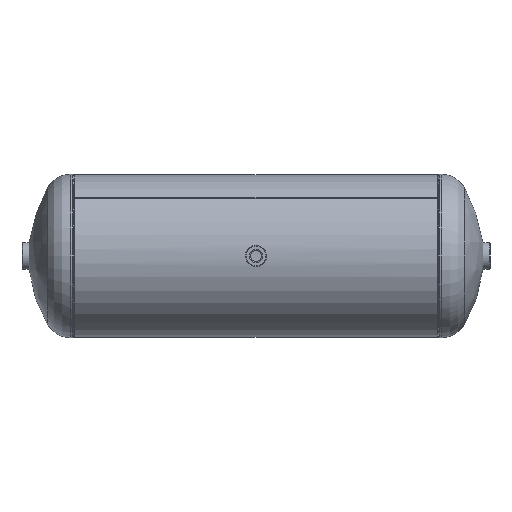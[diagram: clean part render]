
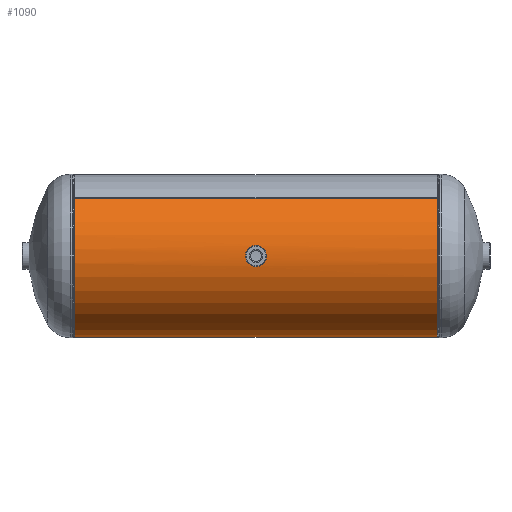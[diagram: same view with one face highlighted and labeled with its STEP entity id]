
A CAD part, front view. The second image highlights one B-rep face of the part: STEP entity #1090.
In plain terms, the highlighted cylindrical face has radius 138 mm (diameter 276 mm), a partial arc.
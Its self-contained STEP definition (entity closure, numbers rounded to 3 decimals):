
#40=B_SPLINE_CURVE_WITH_KNOTS('',3,(#4131,#4132,#4133,#4134,#4135,#4136,
#4137,#4138,#4139,#4140,#4141,#4142,#4143,#4144,#4145,#4146,#4147,#4148,
#4149,#4150,#4151,#4152,#4153,#4154,#4155,#4156,#4157),.UNSPECIFIED.,.F.,
 .F.,(4,1,1,1,1,1,1,1,1,1,1,1,1,1,1,1,1,1,1,1,1,1,1,1,4),(0.,0.048,
0.083,0.124,0.166,0.207,
0.249,0.291,0.332,0.374,
0.416,0.458,0.5,0.542,
0.584,0.625,0.667,0.709,
0.751,0.792,0.834,0.875,
0.917,0.951,1.),.UNSPECIFIED.);
#54=B_SPLINE_CURVE_WITH_KNOTS('',3,(#4416,#4417,#4418,#4419,#4420,#4421,
#4422,#4423,#4424,#4425,#4426,#4427,#4428,#4429,#4430,#4431,#4432,#4433,
#4434,#4435,#4436,#4437,#4438,#4439,#4440,#4441,#4442),.UNSPECIFIED.,.F.,
 .F.,(4,1,1,1,1,1,1,1,1,1,1,1,1,1,1,1,1,1,1,1,1,1,1,1,4),(0.,0.048,
0.083,0.124,0.166,0.207,
0.249,0.291,0.333,0.374,
0.416,0.458,0.5,0.542,
0.584,0.626,0.667,0.709,0.751,
0.793,0.834,0.876,0.917,
0.952,1.),.UNSPECIFIED.);
#138=FACE_BOUND('',#467,.F.);
#330=FACE_OUTER_BOUND('',#468,.F.);
#467=EDGE_LOOP('',(#949,#950));
#468=EDGE_LOOP('',(#951,#952,#953,#954));
#949=ORIENTED_EDGE('',*,*,#1691,.T.);
#950=ORIENTED_EDGE('',*,*,#1717,.T.);
#951=ORIENTED_EDGE('',*,*,#1713,.T.);
#952=ORIENTED_EDGE('',*,*,#1714,.F.);
#953=ORIENTED_EDGE('',*,*,#1716,.T.);
#954=ORIENTED_EDGE('',*,*,#1725,.T.);
#1090=ADVANCED_FACE('',(#138,#330),#1129,.T.);
#1129=CYLINDRICAL_SURFACE('',#2272,138.);
#1255=LINE('',#4413,#1329);
#1261=LINE('',#4502,#1335);
#1329=VECTOR('',#2877,612.);
#1335=VECTOR('',#2887,612.);
#1473=CIRCLE('',#2263,138.);
#1475=CIRCLE('',#2265,138.);
#1691=EDGE_CURVE('',#1869,#1870,#40,.T.);
#1713=EDGE_CURVE('',#1851,#1850,#1473,.T.);
#1714=EDGE_CURVE('',#1849,#1850,#1255,.T.);
#1716=EDGE_CURVE('',#1849,#1848,#1475,.T.);
#1717=EDGE_CURVE('',#1870,#1869,#54,.T.);
#1725=EDGE_CURVE('',#1848,#1851,#1261,.T.);
#1848=VERTEX_POINT('',#4101);
#1849=VERTEX_POINT('',#4102);
#1850=VERTEX_POINT('',#4103);
#1851=VERTEX_POINT('',#4104);
#1869=VERTEX_POINT('',#4122);
#1870=VERTEX_POINT('',#4123);
#2263=AXIS2_PLACEMENT_3D('',#4412,#2875,#2876);
#2265=AXIS2_PLACEMENT_3D('',#4415,#2880,#2881);
#2272=AXIS2_PLACEMENT_3D('',#6021,#2900,#2901);
#2875=DIRECTION('',(-1.,0.,0.));
#2876=DIRECTION('',(0.,0.705,-0.71));
#2877=DIRECTION('',(-1.,0.,0.));
#2880=DIRECTION('',(1.,0.,0.));
#2881=DIRECTION('',(0.,-0.712,0.702));
#2887=DIRECTION('',(-1.,0.,0.));
#2900=DIRECTION('',(-1.,0.,0.));
#2901=DIRECTION('',(0.,0.764,-0.646));
#4101=CARTESIAN_POINT('',(306.,97.227,-97.934));
#4102=CARTESIAN_POINT('',(306.,-98.285,96.871));
#4103=CARTESIAN_POINT('',(-306.,-98.285,96.871));
#4104=CARTESIAN_POINT('',(-306.,97.227,-97.934));
#4122=CARTESIAN_POINT('',(0.007,-136.811,18.077));
#4123=CARTESIAN_POINT('',(0.,-136.811,-18.077));
#4131=CARTESIAN_POINT('',(0.007,-136.811,18.077));
#4132=CARTESIAN_POINT('',(-0.899,-136.811,18.078));
#4133=CARTESIAN_POINT('',(-2.452,-136.827,17.957));
#4134=CARTESIAN_POINT('',(-4.737,-136.89,17.467));
#4135=CARTESIAN_POINT('',(-6.826,-136.981,16.744));
#4136=CARTESIAN_POINT('',(-8.917,-137.107,15.691));
#4137=CARTESIAN_POINT('',(-10.853,-137.252,14.371));
#4138=CARTESIAN_POINT('',(-12.6,-137.408,12.806));
#4139=CARTESIAN_POINT('',(-14.131,-137.563,11.025));
#4140=CARTESIAN_POINT('',(-15.42,-137.708,9.057));
#4141=CARTESIAN_POINT('',(-16.446,-137.831,6.935));
#4142=CARTESIAN_POINT('',(-17.193,-137.926,4.696));
#4143=CARTESIAN_POINT('',(-17.647,-137.986,2.377));
#4144=CARTESIAN_POINT('',(-17.8,-138.007,0.017));
#4145=CARTESIAN_POINT('',(-17.652,-137.987,-2.344));
#4146=CARTESIAN_POINT('',(-17.202,-137.927,-4.665));
#4147=CARTESIAN_POINT('',(-16.458,-137.833,-6.906));
#4148=CARTESIAN_POINT('',(-15.436,-137.709,-9.03));
#4149=CARTESIAN_POINT('',(-14.149,-137.565,-11.001));
#4150=CARTESIAN_POINT('',(-12.621,-137.41,-12.785));
#4151=CARTESIAN_POINT('',(-10.876,-137.254,-14.352));
#4152=CARTESIAN_POINT('',(-8.943,-137.109,-15.675));
#4153=CARTESIAN_POINT('',(-6.854,-136.983,-16.732));
#4154=CARTESIAN_POINT('',(-4.766,-136.891,-17.459));
#4155=CARTESIAN_POINT('',(-2.473,-136.827,-17.955));
#4156=CARTESIAN_POINT('',(-0.912,-136.811,-18.078));
#4157=CARTESIAN_POINT('',(0.,-136.811,-18.077));
#4412=CARTESIAN_POINT('',(-306.,0.,0.));
#4413=CARTESIAN_POINT('',(306.,-98.285,96.871));
#4415=CARTESIAN_POINT('',(306.,0.,0.));
#4416=CARTESIAN_POINT('',(0.,-136.811,-18.077));
#4417=CARTESIAN_POINT('',(0.908,-136.811,-18.078));
#4418=CARTESIAN_POINT('',(2.463,-136.827,-17.956));
#4419=CARTESIAN_POINT('',(4.749,-136.891,-17.464));
#4420=CARTESIAN_POINT('',(6.836,-136.982,-16.739));
#4421=CARTESIAN_POINT('',(8.926,-137.107,-15.686));
#4422=CARTESIAN_POINT('',(10.86,-137.253,-14.364));
#4423=CARTESIAN_POINT('',(12.607,-137.409,-12.799));
#4424=CARTESIAN_POINT('',(14.137,-137.564,-11.017));
#4425=CARTESIAN_POINT('',(15.425,-137.708,-9.048));
#4426=CARTESIAN_POINT('',(16.45,-137.832,-6.926));
#4427=CARTESIAN_POINT('',(17.195,-137.927,-4.686));
#4428=CARTESIAN_POINT('',(17.649,-137.986,-2.366));
#4429=CARTESIAN_POINT('',(17.8,-138.007,-0.006));
#4430=CARTESIAN_POINT('',(17.65,-137.987,2.355));
#4431=CARTESIAN_POINT('',(17.199,-137.927,4.675));
#4432=CARTESIAN_POINT('',(16.455,-137.832,6.916));
#4433=CARTESIAN_POINT('',(15.43,-137.709,9.039));
#4434=CARTESIAN_POINT('',(14.143,-137.564,11.009));
#4435=CARTESIAN_POINT('',(12.613,-137.409,12.792));
#4436=CARTESIAN_POINT('',(10.868,-137.254,14.359));
#4437=CARTESIAN_POINT('',(8.934,-137.108,15.68));
#4438=CARTESIAN_POINT('',(6.845,-136.983,16.735));
#4439=CARTESIAN_POINT('',(4.758,-136.891,17.462));
#4440=CARTESIAN_POINT('',(2.471,-136.827,17.955));
#4441=CARTESIAN_POINT('',(0.915,-136.811,18.077));
#4442=CARTESIAN_POINT('',(0.007,-136.811,18.077));
#4502=CARTESIAN_POINT('',(306.,97.227,-97.934));
#6021=CARTESIAN_POINT('',(-336.6,0.,0.));
